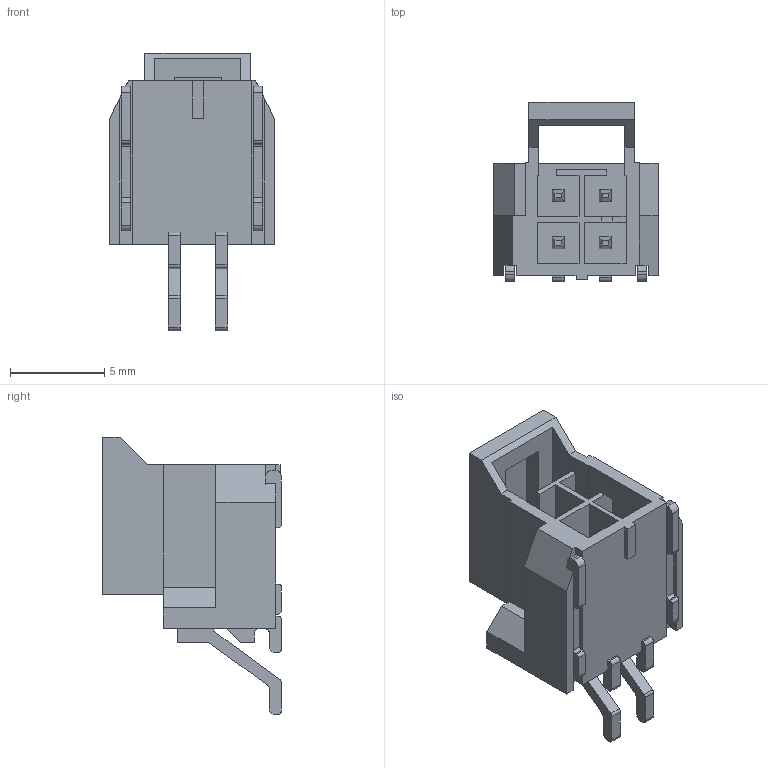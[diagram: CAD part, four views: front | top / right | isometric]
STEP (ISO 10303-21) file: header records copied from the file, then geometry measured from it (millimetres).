
FILE_DESCRIPTION(/* description */ (''),/* implementation_level */ '2;1');
FILE_NAME(/* name */ '1054051104 v3.step',/* time_stamp */ '2023-08-24T14:36:51-04:00',/* author */ (''),/* organization */ (''),/* preprocessor_version */ 'ST-DEVELOPER v20',/* originating_system */ 'Autodesk Translation Framework v12.9.0.99',/* authorisation */ '');
FILE_SCHEMA (('AUTOMOTIVE_DESIGN { 1 0 10303 214 3 1 1 }'));
Length unit declared in the file: millimetre
Products named in the file (1): 1054051104
Bounding box: 8.74 x 9.49 x 14.74 mm (x, y, z)
Volume: 333.8 mm3; surface area: 861.5 mm2
Topology: 1 solids, 1 shells, 196 faces, 540 edges, 353 vertices
Faces by surface type: plane 168, cylinder 28
Entity records: 6239 total; most frequent: CARTESIAN_POINT 1090, ORIENTED_EDGE 1080, DIRECTION 990, EDGE_CURVE 540, LINE 484, VECTOR 484, VERTEX_POINT 353, AXIS2_PLACEMENT_3D 253
